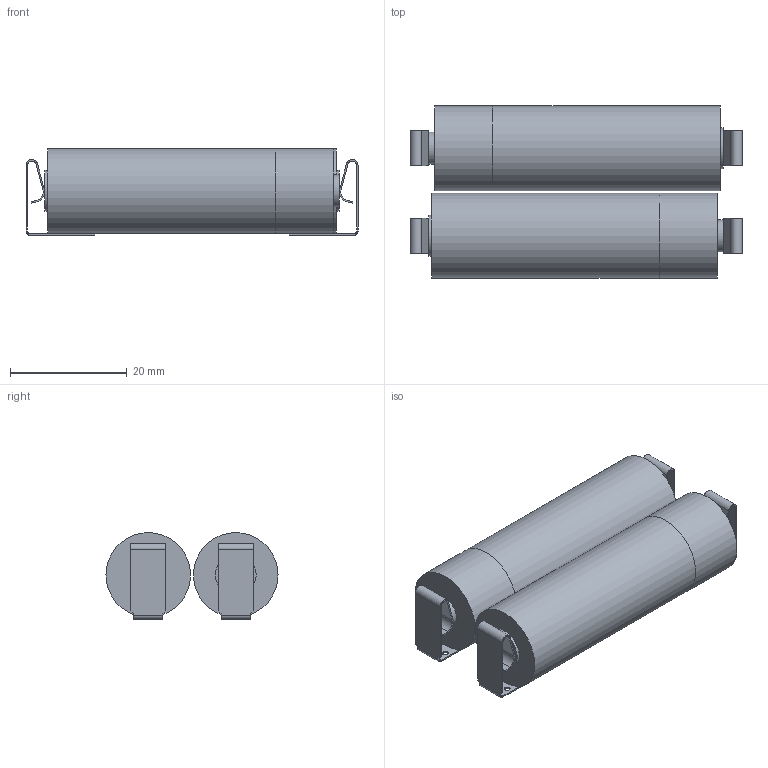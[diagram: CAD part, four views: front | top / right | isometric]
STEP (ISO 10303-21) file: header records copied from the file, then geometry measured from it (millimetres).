
FILE_DESCRIPTION(/* description */ ('STEP AP242','CAx-IF Rec.Pracs.---Representation and Presentation of Product Manufacturing Information (PMI)---4.0---2014-10-13','CAx-IF Rec.Pracs.---3D Tessellated Geometry---0.4---2014-09-14','2;1'),/* implementation_level */ '2;1');
FILE_NAME(/* name */ '642d415286a0a67d431dbda1',/* time_stamp */ '2023-04-05T09:37:23+00:00',/* author */ (''),/* organization */ (''),/* preprocessor_version */ 'ST-DEVELOPER v18.102',/* originating_system */ ' ',/* authorisation */ ' ');
FILE_SCHEMA (('AP242_MANAGED_MODEL_BASED_3D_ENGINEERING_MIM_LF { 1 0 10303 442 1 1 4 }'));
Length unit declared in the file: metre
Products named in the file (3): AA + holder v2; MYOUNG MY-FJ-3031; AA cell
Assembly tree (6 placements, depth 2):
  AA + holder v2
    MYOUNG MY-FJ-3031  x4
    AA cell  x2
Bounding box: 56.9 x 29.5 x 14.88 mm (x, y, z)
Volume: 16456 mm3; surface area: 6771.1 mm2
Topology: 6 solids, 6 shells, 120 faces, 310 edges, 206 vertices
Faces by surface type: plane 72, cylinder 48
Full cylindrical faces by diameter (mm): 1 x16, 5.5 x2, 7 x2, 14.5 x4
Entity records: 1126 total; most frequent: DIRECTION 184, CARTESIAN_POINT 171, ORIENTED_EDGE 150, EDGE_CURVE 75, AXIS2_PLACEMENT_3D 68, VERTEX_POINT 55, EDGE_LOOP 52, FACE_BOUND 52
